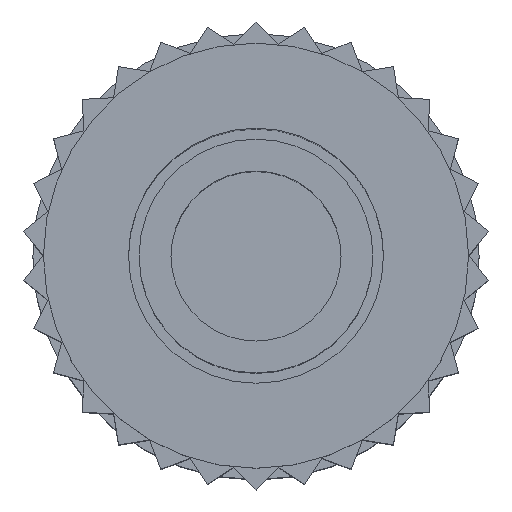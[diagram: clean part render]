
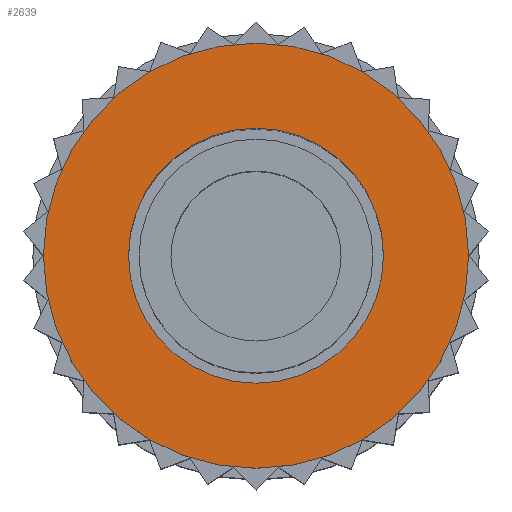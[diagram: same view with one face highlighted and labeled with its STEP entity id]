
A CAD part, top view. The second image highlights one B-rep face of the part: STEP entity #2639.
In plain terms, the highlighted planar face has unit normal (0, 0, 1).
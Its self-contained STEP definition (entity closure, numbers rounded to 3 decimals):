
#63=FACE_BOUND('',#440,.T.);
#143=PLANE('',#2882);
#285=FACE_OUTER_BOUND('',#439,.T.);
#439=EDGE_LOOP('',(#2433));
#440=EDGE_LOOP('',(#2434));
#473=CIRCLE('',#2816,5.);
#477=CIRCLE('',#2823,3.);
#1197=VERTEX_POINT('',#6906);
#1254=VERTEX_POINT('',#7028);
#1511=EDGE_CURVE('',#1197,#1197,#473,.T.);
#1573=EDGE_CURVE('',#1254,#1254,#477,.T.);
#2433=ORIENTED_EDGE('',*,*,#1511,.T.);
#2434=ORIENTED_EDGE('',*,*,#1573,.T.);
#2639=ADVANCED_FACE('',(#285,#63),#143,.T.);
#2816=AXIS2_PLACEMENT_3D('',#6907,#3189,#3190);
#2823=AXIS2_PLACEMENT_3D('',#7029,#3261,#3262);
#2882=AXIS2_PLACEMENT_3D('',#7252,#3489,#3490);
#3189=DIRECTION('center_axis',(0.,0.,1.));
#3190=DIRECTION('ref_axis',(1.,0.,0.));
#3261=DIRECTION('center_axis',(0.,0.,-1.));
#3262=DIRECTION('ref_axis',(1.,0.,0.));
#3489=DIRECTION('center_axis',(0.,0.,1.));
#3490=DIRECTION('ref_axis',(1.,0.,0.));
#6906=CARTESIAN_POINT('',(-5.,0.,12.));
#6907=CARTESIAN_POINT('Origin',(0.,0.,12.));
#7028=CARTESIAN_POINT('',(-3.,0.,12.));
#7029=CARTESIAN_POINT('Origin',(0.,0.,12.));
#7252=CARTESIAN_POINT('Origin',(0.,0.,12.));
